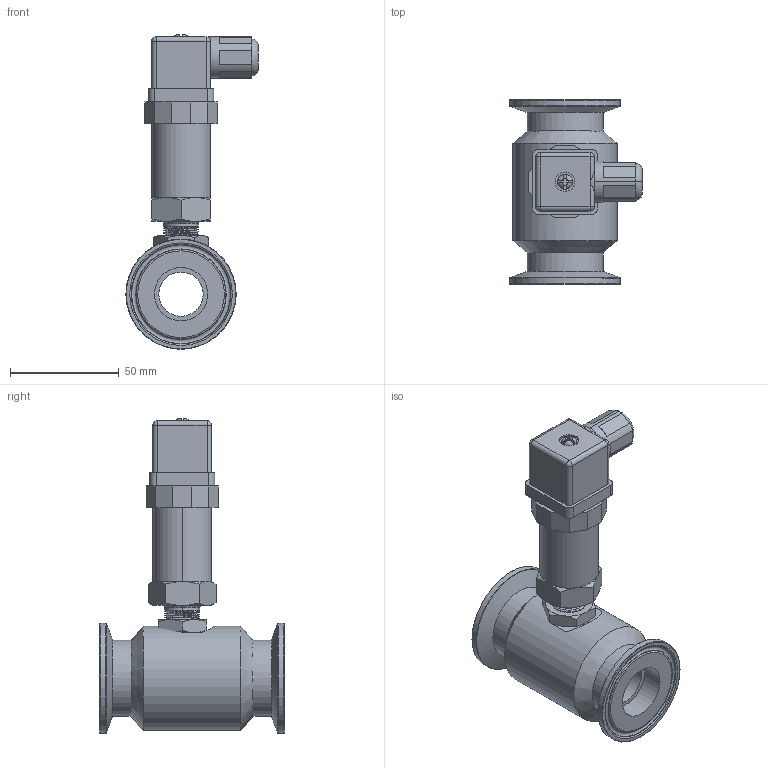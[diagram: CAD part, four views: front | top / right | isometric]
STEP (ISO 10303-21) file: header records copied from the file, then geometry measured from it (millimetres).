
FILE_DESCRIPTION(/* description */ (''),/* implementation_level */ '2;1');
FILE_NAME(/* name */ 'FM110-DN20-H FM110卫生卡箍连接.stp',/* time_stamp */ '2023-04-11T13:35:33+08:00',/* author */ (''),/* organization */ (''),/* preprocessor_version */ 'ST-DEVELOPER v16',/* originating_system */ 'SIEMENS PLM Software NX 10.0',/* authorisation */ '');
FILE_SCHEMA (('CONFIG_CONTROL_DESIGN'));
Length unit declared in the file: millimetre
Products named in the file (1): FM120-020-K_step
Bounding box: 60.9 x 85 x 144.9 mm (x, y, z)
Volume: 169404.8 mm3; surface area: 43291.9 mm2
Topology: 5 solids, 6 shells, 379 faces, 998 edges, 649 vertices
Faces by surface type: plane 242, cylinder 59, cone 44, bspline 16, torus 14, sphere 4
Full cylindrical faces by diameter (mm): 20.4 x1, 24.5 x2, 35 x2, 48 x1, 50.8 x2
Entity records: 13580 total; most frequent: CARTESIAN_POINT 4431, ORIENTED_EDGE 1920, DIRECTION 1749, EDGE_CURVE 960, VERTEX_POINT 641, LINE 625, VECTOR 625, AXIS2_PLACEMENT_3D 562
